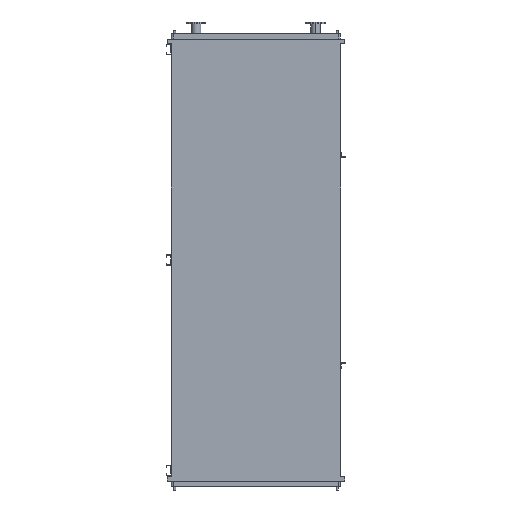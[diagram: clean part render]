
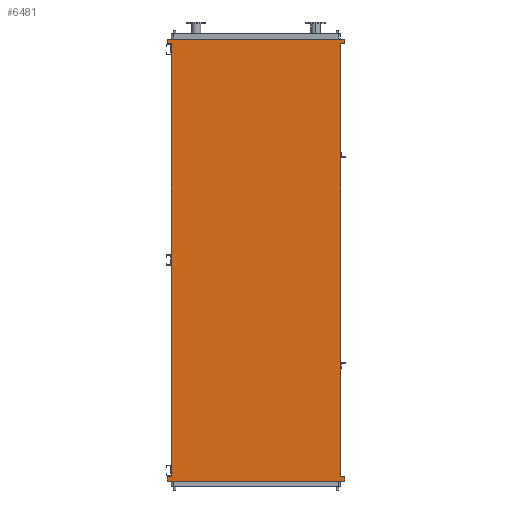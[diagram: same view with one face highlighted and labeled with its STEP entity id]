
A CAD part, front view. The second image highlights one B-rep face of the part: STEP entity #6481.
In plain terms, the highlighted planar face has unit normal (0, -1, 0).
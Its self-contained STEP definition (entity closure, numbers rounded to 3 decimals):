
#217 = VECTOR ( 'NONE', #13741, 1000. ) ;
#330 = ORIENTED_EDGE ( 'NONE', *, *, #5895, .F. ) ;
#559 = CARTESIAN_POINT ( 'NONE',  ( -1011., 0., -4945. ) ) ;
#689 = EDGE_CURVE ( 'NONE', #4660, #12979, #5684, .T. ) ;
#1170 = CARTESIAN_POINT ( 'NONE',  ( 1011., 0., 43. ) ) ;
#1243 = VERTEX_POINT ( 'NONE', #6983 ) ;
#1274 = EDGE_CURVE ( 'NONE', #1988, #2449, #9553, .T. ) ;
#1673 = CARTESIAN_POINT ( 'NONE',  ( 965., 0., 43. ) ) ;
#1688 = ORIENTED_EDGE ( 'NONE', *, *, #8711, .F. ) ;
#1981 = CARTESIAN_POINT ( 'NONE',  ( -965., 0., -4850. ) ) ;
#1988 = VERTEX_POINT ( 'NONE', #5137 ) ;
#2166 = VECTOR ( 'NONE', #3201, 1000. ) ;
#2424 = CARTESIAN_POINT ( 'NONE',  ( 1011., 0., 95. ) ) ;
#2449 = VERTEX_POINT ( 'NONE', #1673 ) ;
#2586 = CARTESIAN_POINT ( 'NONE',  ( -965., 0., 43. ) ) ;
#2799 = CARTESIAN_POINT ( 'NONE',  ( -1011., 0., 43. ) ) ;
#2900 = EDGE_CURVE ( 'NONE', #6509, #13516, #5989, .T. ) ;
#3051 = EDGE_CURVE ( 'NONE', #13516, #2449, #11986, .T. ) ;
#3066 = VECTOR ( 'NONE', #13060, 1000. ) ;
#3146 = PLANE ( 'NONE',  #12335 ) ;
#3201 = DIRECTION ( 'NONE',  ( 1., 0., 0. ) ) ;
#3266 = CARTESIAN_POINT ( 'NONE',  ( -1011., 0., 95. ) ) ;
#3661 = DIRECTION ( 'NONE',  ( -1., 0., 0. ) ) ;
#3791 = VERTEX_POINT ( 'NONE', #13450 ) ;
#4333 = CARTESIAN_POINT ( 'NONE',  ( -1011., 0., -4893. ) ) ;
#4398 = DIRECTION ( 'NONE',  ( 0., -1., 0. ) ) ;
#4537 = ORIENTED_EDGE ( 'NONE', *, *, #2900, .F. ) ;
#4619 = VECTOR ( 'NONE', #5475, 1000. ) ;
#4660 = VERTEX_POINT ( 'NONE', #2799 ) ;
#4780 = DIRECTION ( 'NONE',  ( 0., 0., -1. ) ) ;
#4844 = VERTEX_POINT ( 'NONE', #13301 ) ;
#5137 = CARTESIAN_POINT ( 'NONE',  ( 965., 0., -4893. ) ) ;
#5200 = LINE ( 'NONE', #4333, #12854 ) ;
#5214 = CARTESIAN_POINT ( 'NONE',  ( 965., 0., 43. ) ) ;
#5337 = CARTESIAN_POINT ( 'NONE',  ( 1011., 0., 95. ) ) ;
#5475 = DIRECTION ( 'NONE',  ( 0., 0., 1. ) ) ;
#5546 = LINE ( 'NONE', #10286, #2166 ) ;
#5569 = FACE_OUTER_BOUND ( 'NONE', #14782, .T. ) ;
#5632 = ORIENTED_EDGE ( 'NONE', *, *, #9678, .F. ) ;
#5684 = LINE ( 'NONE', #3266, #8765 ) ;
#5725 = EDGE_CURVE ( 'NONE', #3791, #12745, #8654, .T. ) ;
#5895 = EDGE_CURVE ( 'NONE', #1243, #12691, #7866, .T. ) ;
#5970 = CARTESIAN_POINT ( 'NONE',  ( 965., 0., -4850. ) ) ;
#5989 = LINE ( 'NONE', #1170, #10778 ) ;
#5995 = LINE ( 'NONE', #10581, #10602 ) ;
#6481 = ADVANCED_FACE ( 'NONE', ( #5569 ), #3146, .T. ) ;
#6509 = VERTEX_POINT ( 'NONE', #2424 ) ;
#6559 = DIRECTION ( 'NONE',  ( -1., 0., 0. ) ) ;
#6615 = LINE ( 'NONE', #8077, #6873 ) ;
#6745 = EDGE_CURVE ( 'NONE', #4844, #3791, #6615, .T. ) ;
#6770 = ORIENTED_EDGE ( 'NONE', *, *, #5725, .F. ) ;
#6873 = VECTOR ( 'NONE', #13775, 1000. ) ;
#6983 = CARTESIAN_POINT ( 'NONE',  ( -965., 0., -4893. ) ) ;
#7076 = DIRECTION ( 'NONE',  ( 0., 0., -1. ) ) ;
#7422 = ORIENTED_EDGE ( 'NONE', *, *, #11160, .F. ) ;
#7781 = CARTESIAN_POINT ( 'NONE',  ( 1011., 0., 43. ) ) ;
#7866 = LINE ( 'NONE', #11611, #4619 ) ;
#7881 = CARTESIAN_POINT ( 'NONE',  ( -1011., 0., -4945. ) ) ;
#7911 = EDGE_CURVE ( 'NONE', #10051, #1243, #5200, .T. ) ;
#8077 = CARTESIAN_POINT ( 'NONE',  ( 1011., 0., -4893. ) ) ;
#8188 = DIRECTION ( 'NONE',  ( 0., 0., 1. ) ) ;
#8281 = EDGE_CURVE ( 'NONE', #12745, #10051, #10526, .T. ) ;
#8439 = ORIENTED_EDGE ( 'NONE', *, *, #6745, .F. ) ;
#8654 = LINE ( 'NONE', #11152, #14568 ) ;
#8711 = EDGE_CURVE ( 'NONE', #12691, #4660, #5995, .T. ) ;
#8765 = VECTOR ( 'NONE', #13940, 1000. ) ;
#8994 = DIRECTION ( 'NONE',  ( 1., 0., 0. ) ) ;
#9006 = CARTESIAN_POINT ( 'NONE',  ( -1011., 0., 95. ) ) ;
#9553 = LINE ( 'NONE', #5970, #3066 ) ;
#9600 = VECTOR ( 'NONE', #8188, 1000. ) ;
#9678 = EDGE_CURVE ( 'NONE', #1988, #4844, #5546, .T. ) ;
#9961 = DIRECTION ( 'NONE',  ( -1., 0., 0. ) ) ;
#10051 = VERTEX_POINT ( 'NONE', #12590 ) ;
#10087 = LINE ( 'NONE', #5337, #217 ) ;
#10286 = CARTESIAN_POINT ( 'NONE',  ( 965., 0., -4893. ) ) ;
#10369 = ORIENTED_EDGE ( 'NONE', *, *, #689, .F. ) ;
#10526 = LINE ( 'NONE', #7881, #9600 ) ;
#10581 = CARTESIAN_POINT ( 'NONE',  ( -1011., 0., 43. ) ) ;
#10602 = VECTOR ( 'NONE', #3661, 1000. ) ;
#10778 = VECTOR ( 'NONE', #7076, 1000. ) ;
#10966 = ORIENTED_EDGE ( 'NONE', *, *, #7911, .F. ) ;
#11152 = CARTESIAN_POINT ( 'NONE',  ( 1011., 0., -4945. ) ) ;
#11160 = EDGE_CURVE ( 'NONE', #12979, #6509, #10087, .T. ) ;
#11611 = CARTESIAN_POINT ( 'NONE',  ( -965., 0., -4850. ) ) ;
#11986 = LINE ( 'NONE', #5214, #13768 ) ;
#12335 = AXIS2_PLACEMENT_3D ( 'NONE', #1981, #4398, #4780 ) ;
#12590 = CARTESIAN_POINT ( 'NONE',  ( -1011., 0., -4893. ) ) ;
#12691 = VERTEX_POINT ( 'NONE', #2586 ) ;
#12745 = VERTEX_POINT ( 'NONE', #559 ) ;
#12854 = VECTOR ( 'NONE', #8994, 1000. ) ;
#12979 = VERTEX_POINT ( 'NONE', #9006 ) ;
#13060 = DIRECTION ( 'NONE',  ( 0., 0., 1. ) ) ;
#13097 = ORIENTED_EDGE ( 'NONE', *, *, #1274, .T. ) ;
#13301 = CARTESIAN_POINT ( 'NONE',  ( 1011., 0., -4893. ) ) ;
#13450 = CARTESIAN_POINT ( 'NONE',  ( 1011., 0., -4945. ) ) ;
#13516 = VERTEX_POINT ( 'NONE', #7781 ) ;
#13741 = DIRECTION ( 'NONE',  ( 1., 0., 0. ) ) ;
#13768 = VECTOR ( 'NONE', #9961, 1000. ) ;
#13775 = DIRECTION ( 'NONE',  ( 0., 0., -1. ) ) ;
#13940 = DIRECTION ( 'NONE',  ( 0., 0., 1. ) ) ;
#14220 = ORIENTED_EDGE ( 'NONE', *, *, #8281, .F. ) ;
#14568 = VECTOR ( 'NONE', #6559, 1000. ) ;
#14782 = EDGE_LOOP ( 'NONE', ( #13097, #15258, #4537, #7422, #10369, #1688, #330, #10966, #14220, #6770, #8439, #5632 ) ) ;
#15258 = ORIENTED_EDGE ( 'NONE', *, *, #3051, .F. ) ;
